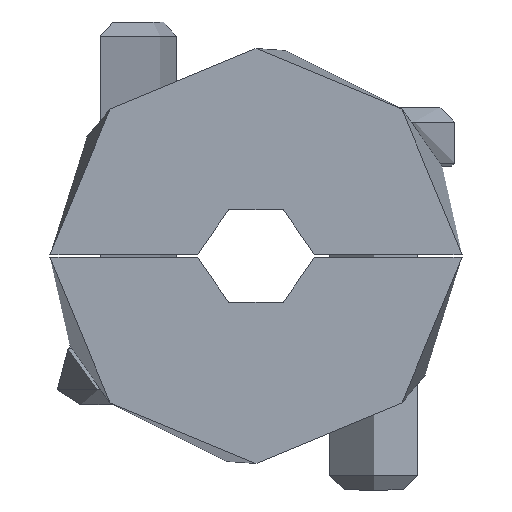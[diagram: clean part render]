
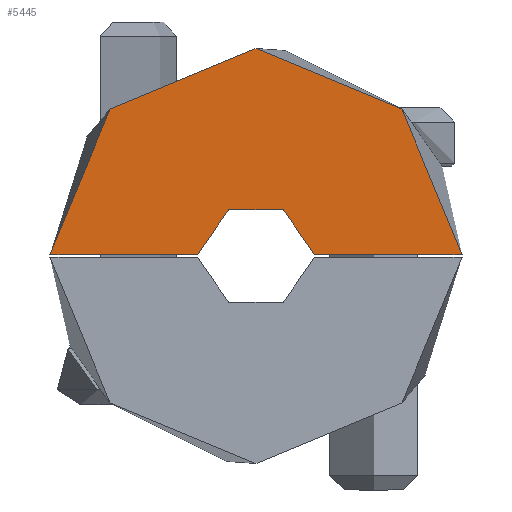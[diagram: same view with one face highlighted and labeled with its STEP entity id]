
A CAD part, front view. The second image highlights one B-rep face of the part: STEP entity #5445.
In plain terms, the highlighted planar face has unit normal (0, -1, 0).
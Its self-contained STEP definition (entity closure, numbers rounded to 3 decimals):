
#374 = VERTEX_POINT ( 'NONE', #11768 ) ;
#420 = EDGE_CURVE ( 'NONE', #1433, #8589, #8938, .T. ) ;
#833 = LINE ( 'NONE', #16959, #4360 ) ;
#1349 = VERTEX_POINT ( 'NONE', #12993 ) ;
#1433 = VERTEX_POINT ( 'NONE', #11440 ) ;
#2441 = LINE ( 'NONE', #3188, #18419 ) ;
#3188 = CARTESIAN_POINT ( 'NONE',  ( 0., -5., 1.984 ) ) ;
#3250 = CARTESIAN_POINT ( 'NONE',  ( 0., -5., 0. ) ) ;
#3623 = PLANE ( 'NONE',  #16516 ) ;
#4304 = EDGE_CURVE ( 'NONE', #1349, #374, #11328, .T. ) ;
#4360 = VECTOR ( 'NONE', #13937, 1000. ) ;
#4368 = EDGE_CURVE ( 'NONE', #8589, #1349, #2441, .T. ) ;
#4549 = DIRECTION ( 'NONE',  ( 0., -1., 0. ) ) ;
#4555 = DIRECTION ( 'NONE',  ( 0., 1., 0. ) ) ;
#4615 = DIRECTION ( 'NONE',  ( 0., 0., 1. ) ) ;
#5421 = EDGE_LOOP ( 'NONE', ( #5751, #12028, #17337, #7166 ) ) ;
#5445 = ADVANCED_FACE ( 'NONE', ( #9341 ), #3623, .F. ) ;
#5751 = ORIENTED_EDGE ( 'NONE', *, *, #4304, .F. ) ;
#6039 = CARTESIAN_POINT ( 'NONE',  ( 0., -5., 0. ) ) ;
#6146 = AXIS2_PLACEMENT_3D ( 'NONE', #13075, #4549, #15901 ) ;
#7166 = ORIENTED_EDGE ( 'NONE', *, *, #9121, .F. ) ;
#7492 = AXIS2_PLACEMENT_3D ( 'NONE', #3250, #4555, #4615 ) ;
#8589 = VERTEX_POINT ( 'NONE', #15732 ) ;
#8938 = CIRCLE ( 'NONE', #6146, 2. ) ;
#9121 = EDGE_CURVE ( 'NONE', #374, #1433, #833, .T. ) ;
#9341 = FACE_OUTER_BOUND ( 'NONE', #5421, .T. ) ;
#11328 = CIRCLE ( 'NONE', #7492, 7. ) ;
#11440 = CARTESIAN_POINT ( 'NONE',  ( 0., -5., -1.984 ) ) ;
#11703 = DIRECTION ( 'NONE',  ( 0., 1., 0. ) ) ;
#11768 = CARTESIAN_POINT ( 'NONE',  ( 0., -5., -7. ) ) ;
#12028 = ORIENTED_EDGE ( 'NONE', *, *, #4368, .F. ) ;
#12993 = CARTESIAN_POINT ( 'NONE',  ( 0., -5., 7. ) ) ;
#13075 = CARTESIAN_POINT ( 'NONE',  ( -0.25, -5., 0. ) ) ;
#13937 = DIRECTION ( 'NONE',  ( 0., 0., 1. ) ) ;
#15732 = CARTESIAN_POINT ( 'NONE',  ( 0., -5., 1.984 ) ) ;
#15901 = DIRECTION ( 'NONE',  ( 0., 0., -1. ) ) ;
#16516 = AXIS2_PLACEMENT_3D ( 'NONE', #6039, #11703, #17267 ) ;
#16959 = CARTESIAN_POINT ( 'NONE',  ( 0., -5., -7. ) ) ;
#17267 = DIRECTION ( 'NONE',  ( 0., 0., 1. ) ) ;
#17337 = ORIENTED_EDGE ( 'NONE', *, *, #420, .F. ) ;
#17524 = DIRECTION ( 'NONE',  ( 0., 0., 1. ) ) ;
#18419 = VECTOR ( 'NONE', #17524, 1000. ) ;
